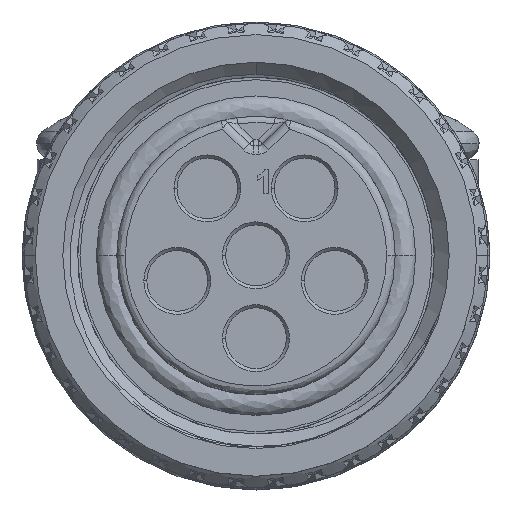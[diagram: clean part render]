
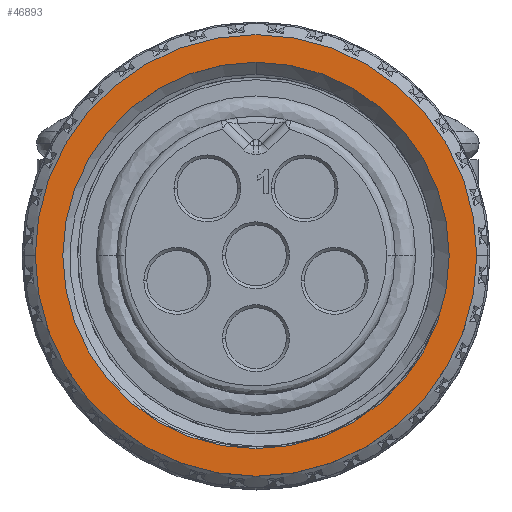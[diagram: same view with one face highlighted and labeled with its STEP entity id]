
A CAD part, top view. The second image highlights one B-rep face of the part: STEP entity #46893.
In plain terms, the highlighted planar face has unit normal (0, 0, 1).
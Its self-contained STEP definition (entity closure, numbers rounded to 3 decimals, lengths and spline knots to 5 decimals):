
#629 = CARTESIAN_POINT ( 'NONE',  ( 0., -0.36, -0.1 ) ) ;
#3227 = EDGE_LOOP ( 'NONE', ( #44293, #27166 ) ) ;
#3264 = VERTEX_POINT ( 'NONE', #92997 ) ;
#3287 = CARTESIAN_POINT ( 'NONE',  ( 0., -0.315, -0.1 ) ) ;
#8080 = CARTESIAN_POINT ( 'NONE',  ( 0., 0., -0.1 ) ) ;
#10389 = ORIENTED_EDGE ( 'NONE', *, *, #26773, .T. ) ;
#10536 = CARTESIAN_POINT ( 'NONE',  ( 0., 0., -0.1 ) ) ;
#11759 = FACE_OUTER_BOUND ( 'NONE', #3227, .T. ) ;
#12273 = DIRECTION ( 'NONE',  ( 0., 0., 1. ) ) ;
#12790 = CARTESIAN_POINT ( 'NONE',  ( 0., 0., -0.1 ) ) ;
#13872 = AXIS2_PLACEMENT_3D ( 'NONE', #16700, #79321, #25768 ) ;
#14410 = CIRCLE ( 'NONE', #97354, 0.315 ) ;
#16508 = AXIS2_PLACEMENT_3D ( 'NONE', #8080, #70690, #17059 ) ;
#16700 = CARTESIAN_POINT ( 'NONE',  ( 0., 0., -0.1 ) ) ;
#17059 = DIRECTION ( 'NONE',  ( 0., -1., 0. ) ) ;
#19517 = DIRECTION ( 'NONE',  ( 0., -1., 0. ) ) ;
#19545 = EDGE_LOOP ( 'NONE', ( #10389, #63695 ) ) ;
#21824 = DIRECTION ( 'NONE',  ( 0., -1., 0. ) ) ;
#23946 = AXIS2_PLACEMENT_3D ( 'NONE', #12790, #75414, #21824 ) ;
#25768 = DIRECTION ( 'NONE',  ( 0., -1., 0. ) ) ;
#26773 = EDGE_CURVE ( 'NONE', #63176, #3264, #76629, .T. ) ;
#27166 = ORIENTED_EDGE ( 'NONE', *, *, #91368, .F. ) ;
#27251 = AXIS2_PLACEMENT_3D ( 'NONE', #3287, #12273, #74902 ) ;
#30909 = CIRCLE ( 'NONE', #13872, 0.36 ) ;
#40126 = CARTESIAN_POINT ( 'NONE',  ( 0., 0.36, -0.1 ) ) ;
#44293 = ORIENTED_EDGE ( 'NONE', *, *, #51839, .F. ) ;
#46893 = ADVANCED_FACE ( 'NONE', ( #85966, #11759 ), #110020, .T. ) ;
#51839 = EDGE_CURVE ( 'NONE', #107042, #101857, #78459, .T. ) ;
#63176 = VERTEX_POINT ( 'NONE', #90692 ) ;
#63695 = ORIENTED_EDGE ( 'NONE', *, *, #74769, .T. ) ;
#70690 = DIRECTION ( 'NONE',  ( 0., 0., -1. ) ) ;
#73141 = DIRECTION ( 'NONE',  ( 0., 0., -1. ) ) ;
#74769 = EDGE_CURVE ( 'NONE', #3264, #63176, #14410, .T. ) ;
#74902 = DIRECTION ( 'NONE',  ( 0., -1., 0. ) ) ;
#75414 = DIRECTION ( 'NONE',  ( 0., 0., -1. ) ) ;
#76629 = CIRCLE ( 'NONE', #16508, 0.315 ) ;
#78459 = CIRCLE ( 'NONE', #23946, 0.36 ) ;
#79321 = DIRECTION ( 'NONE',  ( 0., 0., -1. ) ) ;
#85966 = FACE_BOUND ( 'NONE', #19545, .T. ) ;
#90692 = CARTESIAN_POINT ( 'NONE',  ( 0., -0.315, -0.1 ) ) ;
#91368 = EDGE_CURVE ( 'NONE', #101857, #107042, #30909, .T. ) ;
#92997 = CARTESIAN_POINT ( 'NONE',  ( 0., 0.315, -0.1 ) ) ;
#97354 = AXIS2_PLACEMENT_3D ( 'NONE', #10536, #73141, #19517 ) ;
#101857 = VERTEX_POINT ( 'NONE', #40126 ) ;
#107042 = VERTEX_POINT ( 'NONE', #629 ) ;
#110020 = PLANE ( 'NONE',  #27251 ) ;
